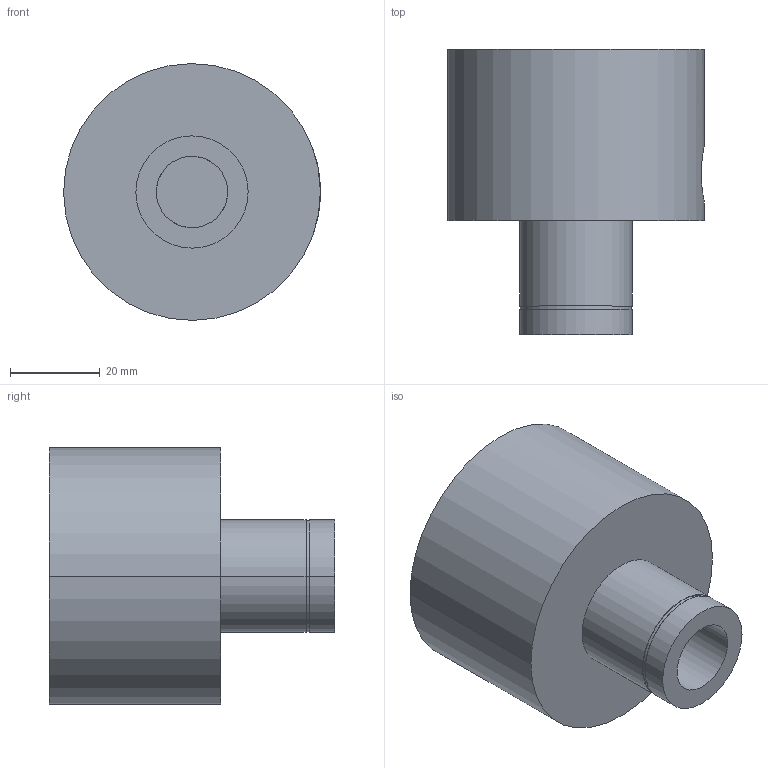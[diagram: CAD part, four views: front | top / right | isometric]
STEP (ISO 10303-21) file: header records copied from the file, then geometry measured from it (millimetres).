
FILE_DESCRIPTION (( 'STEP AP214' ), '1' );
FILE_NAME ('38606.STEP', '2018-09-28T17:11:28', ( 'Mike W' ), ( '' ), 'SwSTEP 2.0', 'SolidWorks 2017', '' );
FILE_SCHEMA (( 'AUTOMOTIVE_DESIGN' ));
Length unit declared in the file: inch
Products named in the file (5): 38606; 346001_386001_M2-M8; 31208_31208; 34006_34006; 345501_345501
Assembly tree (4 placements, depth 2):
  38606
    346001_386001_M2-M8
    31208_31208
    34006_34006
    345501_345501
Bounding box: 57.21 x 63.5 x 57.21 mm (x, y, z)
Volume: 104941.3 mm3; surface area: 21875.1 mm2
Topology: 4 solids, 4 shells, 107 faces, 255 edges, 160 vertices
Faces by surface type: cylinder 53, plane 35, cone 17, sphere 2
Entity records: 3759 total; most frequent: CARTESIAN_POINT 780, DIRECTION 587, ORIENTED_EDGE 506, EDGE_CURVE 253, AXIS2_PLACEMENT_3D 234, VERTEX_POINT 160, EDGE_LOOP 121, CIRCLE 120
